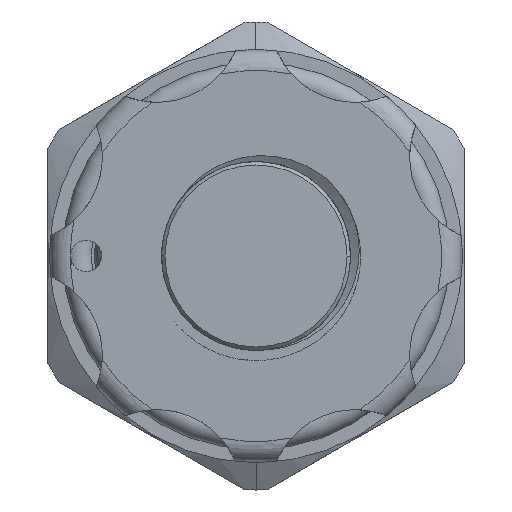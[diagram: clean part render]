
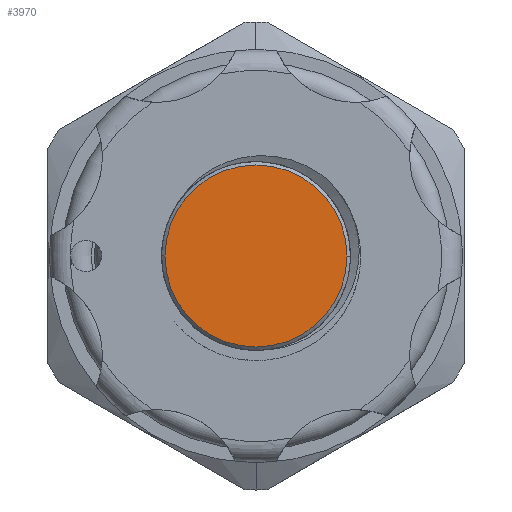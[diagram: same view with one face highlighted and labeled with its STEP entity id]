
A CAD part, left-side view. The second image highlights one B-rep face of the part: STEP entity #3970.
In plain terms, the highlighted planar face has unit normal (-1, 0, 0).
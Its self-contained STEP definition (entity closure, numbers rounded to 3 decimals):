
#3970 = ADVANCED_FACE ( 'NONE', ( #15328 ), #4721, .F. ) ;
#4719 = CARTESIAN_POINT ( 'NONE',  ( -97.277, 5.25, 0. ) ) ;
#4721 = PLANE ( 'NONE',  #10218 ) ;
#4724 = DIRECTION ( 'NONE',  ( 1., 0., 0. ) ) ;
#4725 = DIRECTION ( 'NONE',  ( 0., -1., 0. ) ) ;
#5713 = CIRCLE ( 'NONE', #10666, 5.25 ) ;
#5757 = CIRCLE ( 'NONE', #10643, 5.25 ) ;
#7768 = CARTESIAN_POINT ( 'NONE',  ( -97.277, 0., 0. ) ) ;
#7769 = DIRECTION ( 'NONE',  ( 1., 0., 0. ) ) ;
#7770 = DIRECTION ( 'NONE',  ( 0., -1., 0. ) ) ;
#8133 = CARTESIAN_POINT ( 'NONE',  ( -97.277, 0., 0. ) ) ;
#8134 = DIRECTION ( 'NONE',  ( 1., 0., 0. ) ) ;
#8135 = DIRECTION ( 'NONE',  ( 0., -1., 0. ) ) ;
#10218 = AXIS2_PLACEMENT_3D ( 'NONE', #4719, #4724, #4725 ) ;
#10365 = EDGE_CURVE ( 'NONE', #17327, #17326, #5713, .T. ) ;
#10631 = EDGE_CURVE ( 'NONE', #17326, #17327, #5757, .T. ) ;
#10643 = AXIS2_PLACEMENT_3D ( 'NONE', #8133, #8134, #8135 ) ;
#10666 = AXIS2_PLACEMENT_3D ( 'NONE', #7768, #7769, #7770 ) ;
#12283 = CARTESIAN_POINT ( 'NONE',  ( -97.277, 5.25, 0. ) ) ;
#12284 = CARTESIAN_POINT ( 'NONE',  ( -97.277, -5.25, 0. ) ) ;
#15328 = FACE_OUTER_BOUND ( 'NONE', #18398, .T. ) ;
#17326 = VERTEX_POINT ( 'NONE', #12283 ) ;
#17327 = VERTEX_POINT ( 'NONE', #12284 ) ;
#17728 = ORIENTED_EDGE ( 'NONE', *, *, #10365, .F. ) ;
#17729 = ORIENTED_EDGE ( 'NONE', *, *, #10631, .F. ) ;
#18398 = EDGE_LOOP ( 'NONE', ( #17728, #17729 ) ) ;
